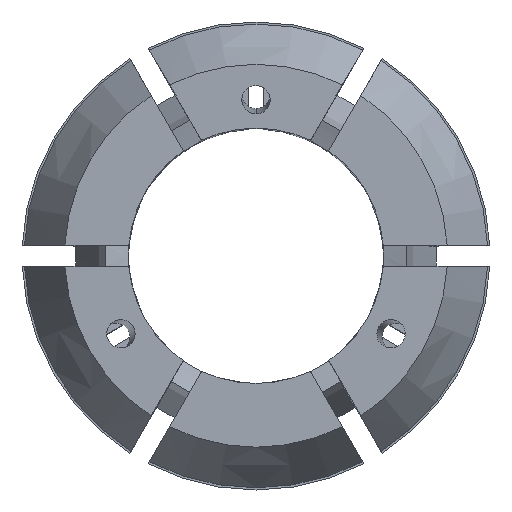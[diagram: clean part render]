
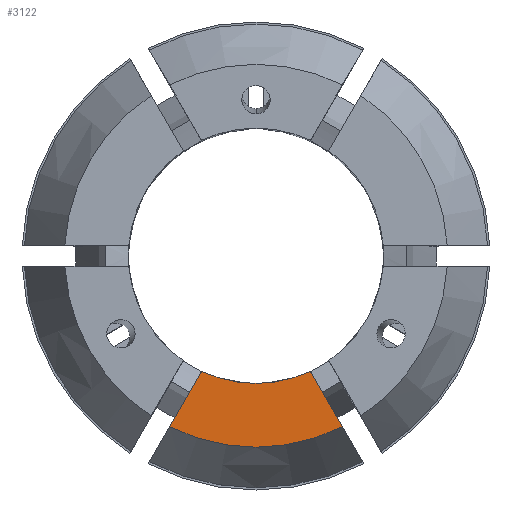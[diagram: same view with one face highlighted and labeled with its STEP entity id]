
A CAD part, top view. The second image highlights one B-rep face of the part: STEP entity #3122.
In plain terms, the highlighted planar face has unit normal (0, 0, 1).
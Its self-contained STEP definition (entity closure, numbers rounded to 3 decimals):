
#46 = CIRCLE ( 'NONE', #2363, 13.499 ) ;
#423 = AXIS2_PLACEMENT_3D ( 'NONE', #4049, #3637, #1842 ) ;
#464 = DIRECTION ( 'NONE',  ( -1., 0., 0. ) ) ;
#475 = LINE ( 'NONE', #1436, #1891 ) ;
#477 = VERTEX_POINT ( 'NONE', #2720 ) ;
#606 = AXIS2_PLACEMENT_3D ( 'NONE', #3565, #1632, #3860 ) ;
#626 = ORIENTED_EDGE ( 'NONE', *, *, #2933, .F. ) ;
#648 = PLANE ( 'NONE',  #606 ) ;
#735 = CARTESIAN_POINT ( 'NONE',  ( 0., 0., 40. ) ) ;
#1053 = DIRECTION ( 'NONE',  ( 0., 0., -1. ) ) ;
#1208 = EDGE_CURVE ( 'NONE', #1635, #1742, #46, .T. ) ;
#1266 = CARTESIAN_POINT ( 'NONE',  ( 6.09, -12.048, 40. ) ) ;
#1295 = LINE ( 'NONE', #2867, #2240 ) ;
#1436 = CARTESIAN_POINT ( 'NONE',  ( 6.495, 9.75, 40. ) ) ;
#1632 = DIRECTION ( 'NONE',  ( 0., 0., 1. ) ) ;
#1635 = VERTEX_POINT ( 'NONE', #1266 ) ;
#1742 = VERTEX_POINT ( 'NONE', #3300 ) ;
#1842 = DIRECTION ( 'NONE',  ( 1., 0., 0. ) ) ;
#1891 = VECTOR ( 'NONE', #3656, 1000. ) ;
#1907 = DIRECTION ( 'NONE',  ( 0.5, -0.866, 0. ) ) ;
#2240 = VECTOR ( 'NONE', #1907, 1000. ) ;
#2249 = VERTEX_POINT ( 'NONE', #3705 ) ;
#2258 = EDGE_CURVE ( 'NONE', #477, #1742, #475, .T. ) ;
#2327 = ORIENTED_EDGE ( 'NONE', *, *, #4037, .F. ) ;
#2363 = AXIS2_PLACEMENT_3D ( 'NONE', #735, #1053, #464 ) ;
#2636 = ORIENTED_EDGE ( 'NONE', *, *, #2258, .T. ) ;
#2720 = CARTESIAN_POINT ( 'NONE',  ( -3.835, -8.142, 40. ) ) ;
#2867 = CARTESIAN_POINT ( 'NONE',  ( -6.495, 9.75, 40. ) ) ;
#2933 = EDGE_CURVE ( 'NONE', #2249, #1635, #1295, .T. ) ;
#3019 = ORIENTED_EDGE ( 'NONE', *, *, #1208, .F. ) ;
#3122 = ADVANCED_FACE ( 'NONE', ( #3624 ), #648, .T. ) ;
#3300 = CARTESIAN_POINT ( 'NONE',  ( -6.09, -12.048, 40. ) ) ;
#3554 = CIRCLE ( 'NONE', #423, 9. ) ;
#3565 = CARTESIAN_POINT ( 'NONE',  ( 0., 13.499, 40. ) ) ;
#3624 = FACE_OUTER_BOUND ( 'NONE', #3850, .T. ) ;
#3637 = DIRECTION ( 'NONE',  ( 0., 0., 1. ) ) ;
#3656 = DIRECTION ( 'NONE',  ( -0.5, -0.866, 0. ) ) ;
#3705 = CARTESIAN_POINT ( 'NONE',  ( 3.835, -8.142, 40. ) ) ;
#3850 = EDGE_LOOP ( 'NONE', ( #2327, #2636, #3019, #626 ) ) ;
#3860 = DIRECTION ( 'NONE',  ( 1., 0., 0. ) ) ;
#4037 = EDGE_CURVE ( 'NONE', #477, #2249, #3554, .T. ) ;
#4049 = CARTESIAN_POINT ( 'NONE',  ( 0., 0., 40. ) ) ;
